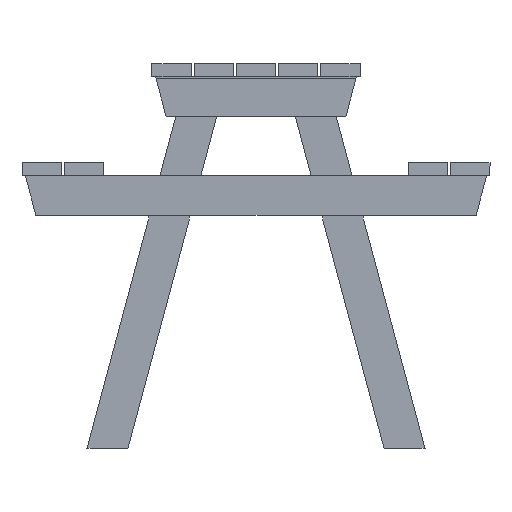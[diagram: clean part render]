
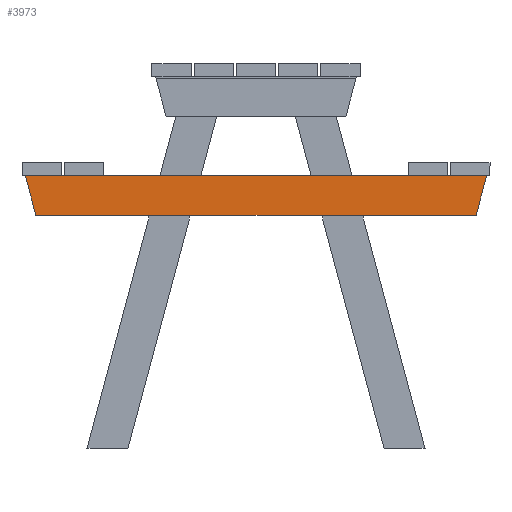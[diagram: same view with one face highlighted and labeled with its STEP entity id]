
A CAD part, front view. The second image highlights one B-rep face of the part: STEP entity #3973.
In plain terms, the highlighted planar face has unit normal (0, -1, 0).
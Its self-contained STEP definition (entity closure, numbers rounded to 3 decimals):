
#192=FACE_OUTER_BOUND('',#433,.T.);
#433=EDGE_LOOP('',(#2483,#2484,#2485,#2486));
#693=LINE('',#5739,#1135);
#694=LINE('',#5741,#1136);
#695=LINE('',#5743,#1137);
#696=LINE('',#5744,#1138);
#1135=VECTOR('',#4633,10.);
#1136=VECTOR('',#4634,10.);
#1137=VECTOR('',#4635,10.);
#1138=VECTOR('',#4636,10.);
#1569=VERTEX_POINT('',#5737);
#1570=VERTEX_POINT('',#5738);
#1571=VERTEX_POINT('',#5740);
#1572=VERTEX_POINT('',#5742);
#1929=EDGE_CURVE('',#1569,#1570,#693,.T.);
#1930=EDGE_CURVE('',#1570,#1571,#694,.T.);
#1931=EDGE_CURVE('',#1571,#1572,#695,.T.);
#1932=EDGE_CURVE('',#1572,#1569,#696,.T.);
#2483=ORIENTED_EDGE('',*,*,#1929,.T.);
#2484=ORIENTED_EDGE('',*,*,#1930,.T.);
#2485=ORIENTED_EDGE('',*,*,#1931,.T.);
#2486=ORIENTED_EDGE('',*,*,#1932,.T.);
#3507=PLANE('',#4264);
#3973=ADVANCED_FACE('',(#192),#3507,.T.);
#4264=AXIS2_PLACEMENT_3D('',#5736,#4631,#4632);
#4631=DIRECTION('center_axis',(0.,-1.,0.));
#4632=DIRECTION('ref_axis',(1.,0.,0.));
#4633=DIRECTION('',(0.259,0.,0.966));
#4634=DIRECTION('',(-1.,0.,0.));
#4635=DIRECTION('',(0.259,0.,-0.966));
#4636=DIRECTION('',(1.,0.,0.));
#5736=CARTESIAN_POINT('Origin',(-716.589,275.964,453.227));
#5737=CARTESIAN_POINT('',(-48.743,275.964,393.227));
#5738=CARTESIAN_POINT('',(-16.589,275.964,513.227));
#5739=CARTESIAN_POINT('',(-48.743,275.964,393.227));
#5740=CARTESIAN_POINT('',(-1416.589,275.964,513.227));
#5741=CARTESIAN_POINT('',(-16.589,275.964,513.227));
#5742=CARTESIAN_POINT('',(-1384.435,275.964,393.227));
#5743=CARTESIAN_POINT('',(-1416.589,275.964,513.227));
#5744=CARTESIAN_POINT('',(-1384.435,275.964,393.227));
